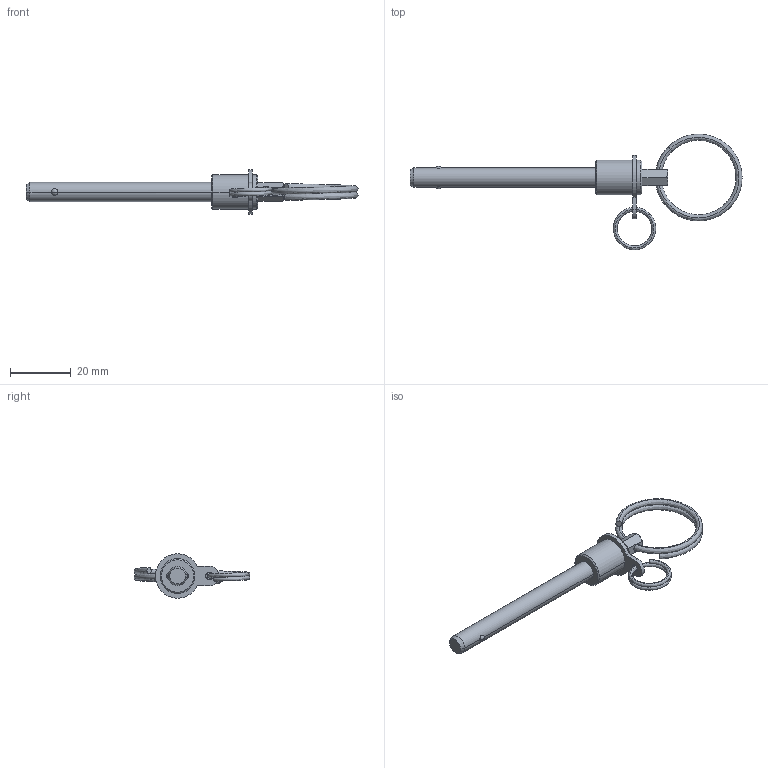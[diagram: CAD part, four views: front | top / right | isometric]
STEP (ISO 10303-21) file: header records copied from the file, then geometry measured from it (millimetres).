
FILE_DESCRIPTION (( 'STEP AP203' ), '1' );
FILE_NAME ('94505A533.step', '2012-06-05T20:45:01', ( 't2jrg' ), ( '' ), 'SwSTEP 2.0', 'SolidWorks 2009', '' );
FILE_SCHEMA (( 'CONFIG_CONTROL_DESIGN' ));
Length unit declared in the file: inch
Products named in the file (1): 94505A533
Bounding box: 109.47 x 38.1 x 14.56 mm (x, y, z)
Volume: 4334.7 mm3; surface area: 3897.5 mm2
Topology: 6 solids, 6 shells, 65 faces, 232 edges, 139 vertices
Faces by surface type: plane 20, cylinder 16, cone 13, sphere 8, bspline 8
Entity records: 4772 total; most frequent: CARTESIAN_POINT 3029, ORIENTED_EDGE 420, DIRECTION 293, EDGE_CURVE 210, VERTEX_POINT 125, AXIS2_PLACEMENT_3D 125, EDGE_LOOP 75, CIRCLE 67
